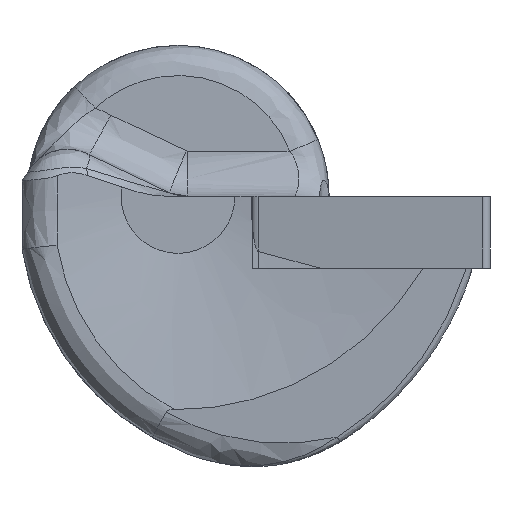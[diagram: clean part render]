
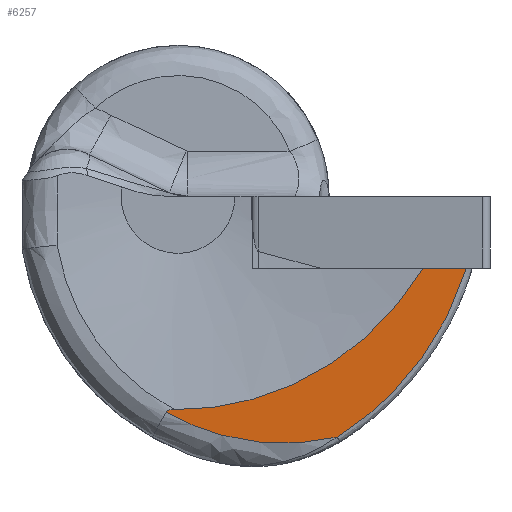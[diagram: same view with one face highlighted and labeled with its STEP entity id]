
A CAD part, left-side view. The second image highlights one B-rep face of the part: STEP entity #6257.
In plain terms, the highlighted free-form (B-spline) face has degree [1, 1] with [2, 2] control points.
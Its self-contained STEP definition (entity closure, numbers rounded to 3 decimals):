
#4355 = VERTEX_POINT('',#4356);
#4356 = CARTESIAN_POINT('',(-0.906,-20.52,
    -6.023));
#4362 = EDGE_CURVE('',#4363,#4355,#4365,.T.);
#4363 = VERTEX_POINT('',#4364);
#4364 = CARTESIAN_POINT('',(-0.906,-24.161,
    -6.023));
#4365 = B_SPLINE_CURVE_WITH_KNOTS('',1,(#4366,#4367),.UNSPECIFIED.,.F.,
  .F.,(2,2),(0.,2.878),
  .PIECEWISE_BEZIER_KNOTS.);
#4366 = CARTESIAN_POINT('',(-0.906,-24.161,
    -6.023));
#4367 = CARTESIAN_POINT('',(-0.906,-20.52,
    -6.023));
#5877 = EDGE_CURVE('',#4355,#5878,#5880,.T.);
#5878 = VERTEX_POINT('',#5879);
#5879 = CARTESIAN_POINT('',(-0.285,0.326,
    -17.863));
#5880 = ( BOUNDED_CURVE() B_SPLINE_CURVE(2,(#5881,#5882,#5883),
.UNSPECIFIED.,.F.,.F.) B_SPLINE_CURVE_WITH_KNOTS((3,3),(2.134,
3.155),.PIECEWISE_BEZIER_KNOTS.) CURVE() 
GEOMETRIC_REPRESENTATION_ITEM() RATIONAL_B_SPLINE_CURVE((1.,
0.873,1.)) REPRESENTATION_ITEM('') );
#5881 = CARTESIAN_POINT('',(-0.906,-20.52,
    -6.023));
#5882 = CARTESIAN_POINT('',(-0.275,-13.261,
    -18.055));
#5883 = CARTESIAN_POINT('',(-0.285,0.326,
    -17.863));
#6257 = ADVANCED_FACE('',(#6258),#6291,.F.);
#6258 = FACE_BOUND('',#6259,.T.);
#6259 = EDGE_LOOP('',(#6260,#6275,#6283,#6289,#6290));
#6260 = ORIENTED_EDGE('',*,*,#6261,.T.);
#6261 = EDGE_CURVE('',#5878,#6262,#6264,.T.);
#6262 = VERTEX_POINT('',#6263);
#6263 = CARTESIAN_POINT('',(-0.274,0.995,
    -18.071));
#6264 = B_SPLINE_CURVE_WITH_KNOTS('',3,(#6265,#6266,#6267,#6268,#6269,
    #6270,#6271,#6272,#6273,#6274),.UNSPECIFIED.,.F.,.F.,(4,2,2,2,4),(
    0.,0.031,0.049,
    0.057,0.064),.UNSPECIFIED.);
#6265 = CARTESIAN_POINT('',(-0.285,0.326,
    -17.863));
#6266 = CARTESIAN_POINT('',(-0.285,0.456,-17.862)
  );
#6267 = CARTESIAN_POINT('',(-0.285,0.581,
    -17.868));
#6268 = CARTESIAN_POINT('',(-0.283,0.754,
    -17.904));
#6269 = CARTESIAN_POINT('',(-0.282,0.82,
    -17.925));
#6270 = CARTESIAN_POINT('',(-0.279,0.902,
    -17.972));
#6271 = CARTESIAN_POINT('',(-0.278,0.925,
    -17.988));
#6272 = CARTESIAN_POINT('',(-0.276,0.965,
    -18.027));
#6273 = CARTESIAN_POINT('',(-0.275,0.982,
    -18.048));
#6274 = CARTESIAN_POINT('',(-0.274,0.995,
    -18.071));
#6275 = ORIENTED_EDGE('',*,*,#6276,.F.);
#6276 = EDGE_CURVE('',#6277,#6262,#6279,.T.);
#6277 = VERTEX_POINT('',#6278);
#6278 = CARTESIAN_POINT('',(-0.164,-13.327,
    -20.17));
#6279 = ( BOUNDED_CURVE() B_SPLINE_CURVE(2,(#6280,#6281,#6282),
.UNSPECIFIED.,.F.,.F.) B_SPLINE_CURVE_WITH_KNOTS((3,3),(2.91,
3.664),.PIECEWISE_BEZIER_KNOTS.) CURVE() 
GEOMETRIC_REPRESENTATION_ITEM() RATIONAL_B_SPLINE_CURVE((1.,
0.93,1.)) REPRESENTATION_ITEM('') );
#6280 = CARTESIAN_POINT('',(-0.164,-13.327,
    -20.17));
#6281 = CARTESIAN_POINT('',(-0.07,-5.75,
    -21.958));
#6282 = CARTESIAN_POINT('',(-0.274,0.995,
    -18.071));
#6283 = ORIENTED_EDGE('',*,*,#6284,.F.);
#6284 = EDGE_CURVE('',#4363,#6277,#6285,.T.);
#6285 = ( BOUNDED_CURVE() B_SPLINE_CURVE(2,(#6286,#6287,#6288),
.UNSPECIFIED.,.F.,.F.) B_SPLINE_CURVE_WITH_KNOTS((3,3),(1.865,
2.585),.PIECEWISE_BEZIER_KNOTS.) CURVE() 
GEOMETRIC_REPRESENTATION_ITEM() RATIONAL_B_SPLINE_CURVE((1.,
0.936,1.)) REPRESENTATION_ITEM('') );
#6286 = CARTESIAN_POINT('',(-0.906,-24.161,
    -6.023));
#6287 = CARTESIAN_POINT('',(-0.428,-21.406,
    -15.141));
#6288 = CARTESIAN_POINT('',(-0.164,-13.327,
    -20.17));
#6289 = ORIENTED_EDGE('',*,*,#4362,.T.);
#6290 = ORIENTED_EDGE('',*,*,#5877,.T.);
#6291 = B_SPLINE_SURFACE_WITH_KNOTS('',1,1,(
    (#6292,#6293)
    ,(#6294,#6295
    )),.UNSPECIFIED.,.F.,.F.,.F.,(2,2),(2,2),(4.767,
    16.378),(1.635,21.515),
  .PIECEWISE_BEZIER_KNOTS.);
#6292 = CARTESIAN_POINT('',(-0.906,-24.161,
    -6.023));
#6293 = CARTESIAN_POINT('',(-0.906,0.995,
    -6.023));
#6294 = CARTESIAN_POINT('',(-0.137,-24.161,
    -20.695));
#6295 = CARTESIAN_POINT('',(-0.137,0.995,
    -20.695));
